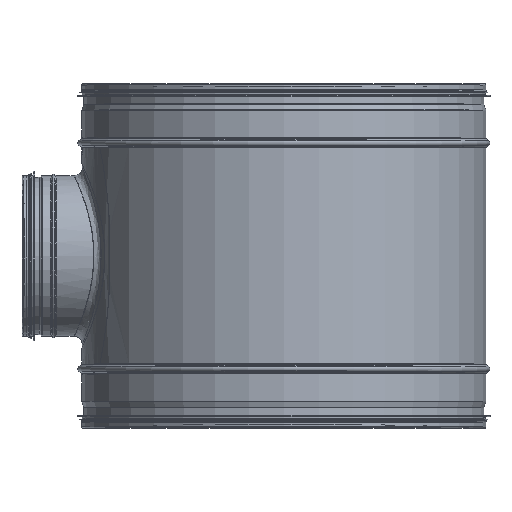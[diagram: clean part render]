
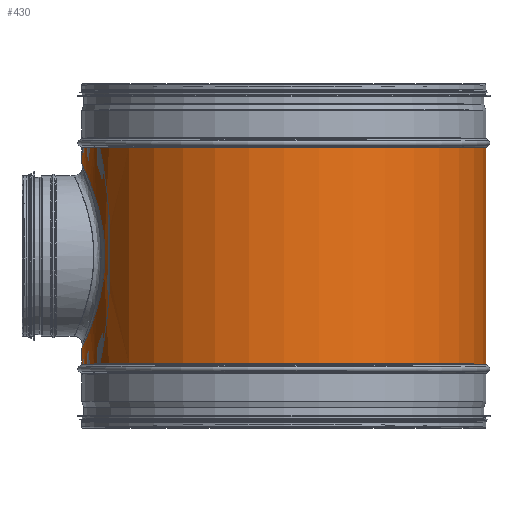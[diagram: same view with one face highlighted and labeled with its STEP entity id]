
A CAD part, top view. The second image highlights one B-rep face of the part: STEP entity #430.
In plain terms, the highlighted cylindrical face has radius 249.375 mm (diameter 498.75 mm), a full revolution.
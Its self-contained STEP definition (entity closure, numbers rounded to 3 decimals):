
#125=CARTESIAN_POINT('',(-221.375,212.,114.809));
#126=VERTEX_POINT('',#125);
#162=CARTESIAN_POINT('',(-221.375,212.,-114.809));
#163=VERTEX_POINT('',#162);
#292=CARTESIAN_POINT('',(-249.375,98.,0.));
#293=VERTEX_POINT('',#292);
#294=CARTESIAN_POINT('',(-221.375,212.,114.809));
#295=CARTESIAN_POINT('',(-221.375,204.681,114.809));
#296=CARTESIAN_POINT('',(-221.754,197.161,114.087));
#297=CARTESIAN_POINT('',(-223.265,182.29,111.1));
#298=CARTESIAN_POINT('',(-224.395,174.939,108.837));
#299=CARTESIAN_POINT('',(-227.174,160.91,102.91));
#300=CARTESIAN_POINT('',(-228.823,154.219,99.241));
#301=CARTESIAN_POINT('',(-232.296,141.875,90.813));
#302=CARTESIAN_POINT('',(-234.118,136.223,86.053));
#303=CARTESIAN_POINT('',(-237.584,126.245,75.96));
#304=CARTESIAN_POINT('',(-239.356,121.557,70.27));
#305=CARTESIAN_POINT('',(-242.656,113.263,57.853));
#306=CARTESIAN_POINT('',(-244.183,109.656,51.127));
#307=CARTESIAN_POINT('',(-246.712,103.837,37.045));
#308=CARTESIAN_POINT('',(-247.715,101.62,29.677));
#309=CARTESIAN_POINT('',(-249.047,98.701,14.8));
#310=CARTESIAN_POINT('',(-249.375,98.,7.291));
#311=CARTESIAN_POINT('',(-249.375,98.,0.));
#312=B_SPLINE_CURVE_WITH_KNOTS('',3,(#294,#295,#296,#297,#298,#299,#300,#301,#302,#303,#304,#305,#306,#307,#308,#309,#310,#311),.UNSPECIFIED.,.F.,.U.,(4,2,2,2,2,2,2,2,4),(35.063,37.258,39.454,41.649,43.845,46.032,48.219,50.407,52.594),.UNSPECIFIED.);
#313=EDGE_CURVE('',#126,#293,#312,.T.);
#318=CARTESIAN_POINT('',(-249.375,98.,0.));
#319=CARTESIAN_POINT('',(-249.375,98.,-7.291));
#320=CARTESIAN_POINT('',(-249.047,98.701,-14.8));
#321=CARTESIAN_POINT('',(-247.715,101.62,-29.677));
#322=CARTESIAN_POINT('',(-246.712,103.837,-37.045));
#323=CARTESIAN_POINT('',(-244.183,109.656,-51.127));
#324=CARTESIAN_POINT('',(-242.656,113.263,-57.853));
#325=CARTESIAN_POINT('',(-239.356,121.557,-70.27));
#326=CARTESIAN_POINT('',(-237.584,126.245,-75.96));
#327=CARTESIAN_POINT('',(-234.118,136.223,-86.053));
#328=CARTESIAN_POINT('',(-232.296,141.875,-90.813));
#329=CARTESIAN_POINT('',(-228.823,154.219,-99.241));
#330=CARTESIAN_POINT('',(-227.174,160.91,-102.91));
#331=CARTESIAN_POINT('',(-224.395,174.939,-108.837));
#332=CARTESIAN_POINT('',(-223.265,182.29,-111.1));
#333=CARTESIAN_POINT('',(-221.754,197.161,-114.087));
#334=CARTESIAN_POINT('',(-221.375,204.681,-114.809));
#335=CARTESIAN_POINT('',(-221.375,212.,-114.809));
#336=B_SPLINE_CURVE_WITH_KNOTS('',3,(#318,#319,#320,#321,#322,#323,#324,#325,#326,#327,#328,#329,#330,#331,#332,#333,#334,#335),.UNSPECIFIED.,.F.,.U.,(4,2,2,2,2,2,2,2,4),(52.594,54.781,56.968,59.156,61.343,63.538,65.734,67.93,70.125),.UNSPECIFIED.);
#337=EDGE_CURVE('',#293,#163,#336,.T.);
#347=CARTESIAN_POINT('',(-249.375,326.0,0.));
#348=VERTEX_POINT('',#347);
#349=CARTESIAN_POINT('',(-249.375,326.0,0.));
#350=CARTESIAN_POINT('',(-249.375,326.0,7.291));
#351=CARTESIAN_POINT('',(-249.047,325.299,14.8));
#352=CARTESIAN_POINT('',(-247.715,322.38,29.677));
#353=CARTESIAN_POINT('',(-246.712,320.163,37.045));
#354=CARTESIAN_POINT('',(-244.183,314.344,51.127));
#355=CARTESIAN_POINT('',(-242.656,310.737,57.853));
#356=CARTESIAN_POINT('',(-239.356,302.443,70.27));
#357=CARTESIAN_POINT('',(-237.584,297.755,75.96));
#358=CARTESIAN_POINT('',(-234.118,287.777,86.053));
#359=CARTESIAN_POINT('',(-232.296,282.125,90.813));
#360=CARTESIAN_POINT('',(-228.823,269.781,99.241));
#361=CARTESIAN_POINT('',(-227.174,263.09,102.91));
#362=CARTESIAN_POINT('',(-224.395,249.061,108.837));
#363=CARTESIAN_POINT('',(-223.265,241.71,111.1));
#364=CARTESIAN_POINT('',(-221.754,226.839,114.087));
#365=CARTESIAN_POINT('',(-221.375,219.319,114.809));
#366=CARTESIAN_POINT('',(-221.375,212.,114.809));
#367=B_SPLINE_CURVE_WITH_KNOTS('',3,(#349,#350,#351,#352,#353,#354,#355,#356,#357,#358,#359,#360,#361,#362,#363,#364,#365,#366),.UNSPECIFIED.,.F.,.U.,(4,2,2,2,2,2,2,2,4),(17.531,19.719,21.906,24.093,26.28,28.476,30.671,32.867,35.063),.UNSPECIFIED.);
#368=EDGE_CURVE('',#348,#126,#367,.T.);
#370=CARTESIAN_POINT('',(-221.375,212.,-114.809));
#371=CARTESIAN_POINT('',(-221.375,219.319,-114.809));
#372=CARTESIAN_POINT('',(-221.754,226.839,-114.087));
#373=CARTESIAN_POINT('',(-223.265,241.71,-111.1));
#374=CARTESIAN_POINT('',(-224.395,249.061,-108.837));
#375=CARTESIAN_POINT('',(-227.174,263.09,-102.91));
#376=CARTESIAN_POINT('',(-228.823,269.781,-99.241));
#377=CARTESIAN_POINT('',(-232.296,282.125,-90.813));
#378=CARTESIAN_POINT('',(-234.118,287.777,-86.053));
#379=CARTESIAN_POINT('',(-237.584,297.755,-75.96));
#380=CARTESIAN_POINT('',(-239.356,302.443,-70.27));
#381=CARTESIAN_POINT('',(-242.656,310.737,-57.853));
#382=CARTESIAN_POINT('',(-244.183,314.344,-51.127));
#383=CARTESIAN_POINT('',(-246.712,320.163,-37.045));
#384=CARTESIAN_POINT('',(-247.715,322.38,-29.677));
#385=CARTESIAN_POINT('',(-249.047,325.299,-14.8));
#386=CARTESIAN_POINT('',(-249.375,326.0,-7.291));
#387=CARTESIAN_POINT('',(-249.375,326.0,0.));
#388=B_SPLINE_CURVE_WITH_KNOTS('',3,(#370,#371,#372,#373,#374,#375,#376,#377,#378,#379,#380,#381,#382,#383,#384,#385,#386,#387),.UNSPECIFIED.,.F.,.U.,(4,2,2,2,2,2,2,2,4),(0.0,2.196,4.391,6.587,8.782,10.97,13.157,15.344,17.531),.UNSPECIFIED.);
#389=EDGE_CURVE('',#163,#348,#388,.T.);
#397=CARTESIAN_POINT('',(0.0,145.25,0.0));
#398=DIRECTION('',(0.0,-1.0,0.0));
#399=DIRECTION('',(1.0,0.0,0.0));
#400=AXIS2_PLACEMENT_3D('',#397,#398,#399);
#401=CYLINDRICAL_SURFACE('',#400,249.375);
#402=CARTESIAN_POINT('',(249.375,345.5,0.0));
#403=VERTEX_POINT('',#402);
#404=CARTESIAN_POINT('',(0.0,345.5,0.0));
#405=DIRECTION('',(0.0,-1.0,0.0));
#406=DIRECTION('',(1.0,0.0,0.0));
#407=AXIS2_PLACEMENT_3D('',#404,#405,#406);
#408=CIRCLE('',#407,249.375);
#409=EDGE_CURVE('',#403,#403,#408,.T.);
#410=ORIENTED_EDGE('',*,*,#409,.T.);
#411=EDGE_LOOP('',(#410));
#412=FACE_OUTER_BOUND('',#411,.T.);
#413=ORIENTED_EDGE('',*,*,#337,.T.);
#414=ORIENTED_EDGE('',*,*,#389,.T.);
#415=ORIENTED_EDGE('',*,*,#368,.T.);
#416=ORIENTED_EDGE('',*,*,#313,.T.);
#417=EDGE_LOOP('',(#413,#414,#415,#416));
#418=FACE_BOUND('',#417,.T.);
#419=CARTESIAN_POINT('',(249.375,78.5,0.0));
#420=VERTEX_POINT('',#419);
#421=CARTESIAN_POINT('',(0.0,78.5,0.0));
#422=DIRECTION('',(0.0,-1.0,0.0));
#423=DIRECTION('',(1.0,0.0,0.0));
#424=AXIS2_PLACEMENT_3D('',#421,#422,#423);
#425=CIRCLE('',#424,249.375);
#426=EDGE_CURVE('',#420,#420,#425,.T.);
#427=ORIENTED_EDGE('',*,*,#426,.F.);
#428=EDGE_LOOP('',(#427));
#429=FACE_BOUND('',#428,.T.);
#430=ADVANCED_FACE('',(#412,#418,#429),#401,.T.);
